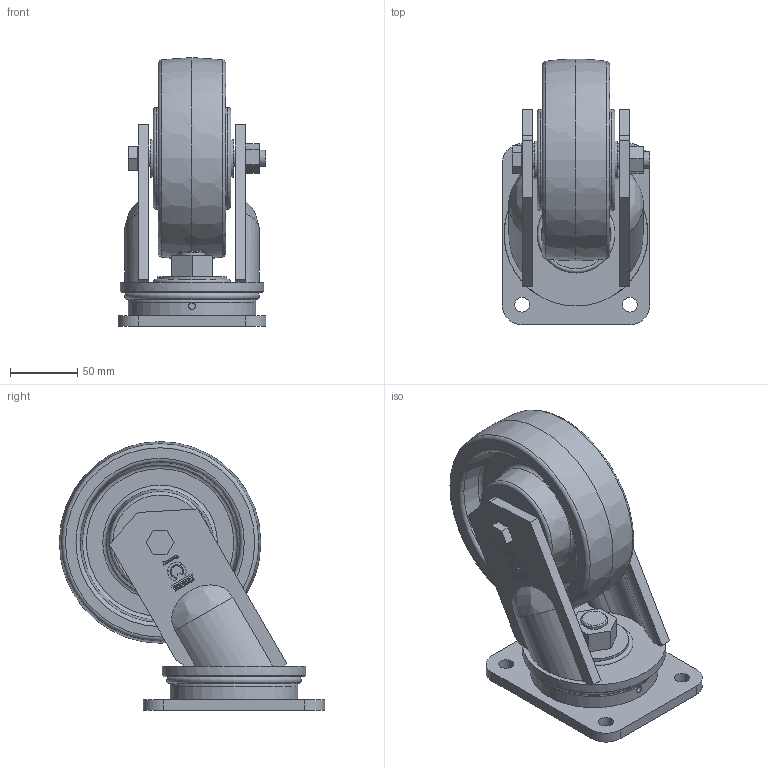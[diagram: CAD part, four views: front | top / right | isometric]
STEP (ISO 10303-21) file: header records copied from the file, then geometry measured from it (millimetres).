
FILE_DESCRIPTION(/* description */ (''),/* implementation_level */ '2;1');
FILE_NAME(/* name */ '0019296K_LP_PO_150_K',/* time_stamp */ '2010-12-14T10:45:36+01:00',/* author */ (''),/* organization */ (''),/* preprocessor_version */ 'ST-DEVELOPER v9',/* originating_system */ 'UGS - NX 4.0',/* authorisation */ '');
FILE_SCHEMA (('CONFIG_CONTROL_DESIGN'));
Length unit declared in the file: millimetre
Products named in the file (1): 0019296K_LP_PO_150_K
Bounding box: 110 x 197.5 x 200 mm (x, y, z)
Volume: 1123581 mm3; surface area: 207447.2 mm2
Topology: 2 solids, 8 shells, 723 faces, 1881 edges, 1244 vertices
Faces by surface type: plane 412, extrusion 202, cylinder 64, torus 26, cone 11, bspline 8
Full cylindrical faces by diameter (mm): 5 x1, 11 x4, 12 x4, 12.2 x2, 16.63 x1, 19.8 x2, 20 x4, 20.5 x1, 24 x1, 25 x2, 28 x2, 28.802 x4, 35 x1, 38.198 x4, 51.5 x1, 95 x1, 107 x1
Entity records: 24112 total; most frequent: CARTESIAN_POINT 8205, ORIENTED_EDGE 3544, DIRECTION 2402, EDGE_CURVE 1772, VERTEX_POINT 1210, B_SPLINE_CURVE_WITH_KNOTS 1011, VECTOR 956, EDGE_LOOP 892
